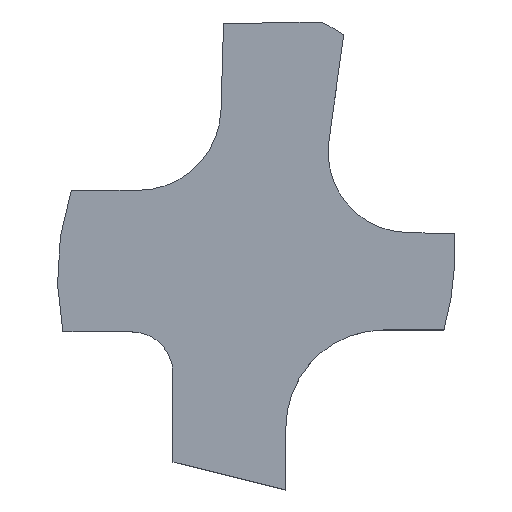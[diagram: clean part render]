
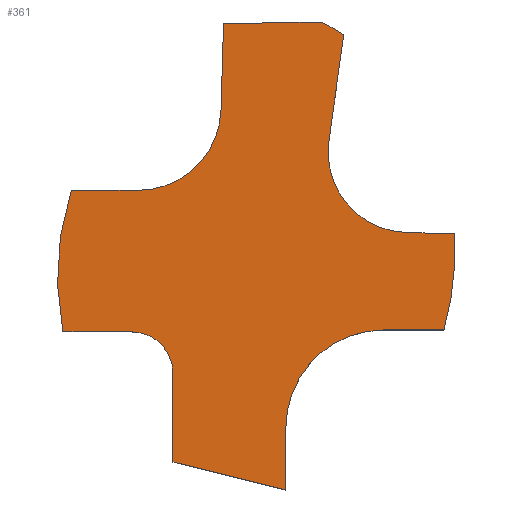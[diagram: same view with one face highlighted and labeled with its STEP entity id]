
A CAD part, top view. The second image highlights one B-rep face of the part: STEP entity #361.
In plain terms, the highlighted planar face has unit normal (0, 0, 1).
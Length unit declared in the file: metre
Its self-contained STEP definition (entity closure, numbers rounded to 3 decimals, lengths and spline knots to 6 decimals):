
#13=CIRCLE('',#379,0.00474);
#15=CIRCLE('',#384,0.001705);
#17=CIRCLE('',#388,0.005715);
#19=CIRCLE('',#392,0.000851);
#21=CIRCLE('',#398,0.002014);
#23=CIRCLE('',#402,0.005913);
#25=CIRCLE('',#406,0.001652);
#101=ORIENTED_EDGE('',*,*,#137,.T.);
#102=ORIENTED_EDGE('',*,*,#141,.T.);
#103=ORIENTED_EDGE('',*,*,#144,.F.);
#104=ORIENTED_EDGE('',*,*,#147,.F.);
#105=ORIENTED_EDGE('',*,*,#150,.F.);
#106=ORIENTED_EDGE('',*,*,#153,.T.);
#107=ORIENTED_EDGE('',*,*,#156,.T.);
#108=ORIENTED_EDGE('',*,*,#159,.F.);
#109=ORIENTED_EDGE('',*,*,#162,.F.);
#110=ORIENTED_EDGE('',*,*,#165,.T.);
#111=ORIENTED_EDGE('',*,*,#168,.T.);
#112=ORIENTED_EDGE('',*,*,#171,.F.);
#113=ORIENTED_EDGE('',*,*,#174,.F.);
#114=ORIENTED_EDGE('',*,*,#177,.T.);
#115=ORIENTED_EDGE('',*,*,#180,.T.);
#116=ORIENTED_EDGE('',*,*,#183,.F.);
#117=ORIENTED_EDGE('',*,*,#185,.F.);
#137=EDGE_CURVE('',#189,#188,#222,.T.);
#141=EDGE_CURVE('',#188,#191,#13,.T.);
#144=EDGE_CURVE('',#193,#191,#227,.T.);
#147=EDGE_CURVE('',#195,#193,#230,.T.);
#150=EDGE_CURVE('',#197,#195,#15,.T.);
#153=EDGE_CURVE('',#197,#199,#234,.T.);
#156=EDGE_CURVE('',#199,#201,#17,.T.);
#159=EDGE_CURVE('',#203,#201,#238,.T.);
#162=EDGE_CURVE('',#205,#203,#19,.T.);
#165=EDGE_CURVE('',#205,#207,#242,.T.);
#168=EDGE_CURVE('',#207,#209,#245,.T.);
#171=EDGE_CURVE('',#211,#209,#248,.T.);
#174=EDGE_CURVE('',#213,#211,#21,.T.);
#177=EDGE_CURVE('',#213,#215,#252,.T.);
#180=EDGE_CURVE('',#215,#217,#23,.T.);
#183=EDGE_CURVE('',#219,#217,#256,.T.);
#185=EDGE_CURVE('',#189,#219,#25,.T.);
#188=VERTEX_POINT('',#520);
#189=VERTEX_POINT('',#522);
#191=VERTEX_POINT('',#528);
#193=VERTEX_POINT('',#534);
#195=VERTEX_POINT('',#540);
#197=VERTEX_POINT('',#546);
#199=VERTEX_POINT('',#552);
#201=VERTEX_POINT('',#558);
#203=VERTEX_POINT('',#564);
#205=VERTEX_POINT('',#570);
#207=VERTEX_POINT('',#576);
#209=VERTEX_POINT('',#582);
#211=VERTEX_POINT('',#588);
#213=VERTEX_POINT('',#594);
#215=VERTEX_POINT('',#600);
#217=VERTEX_POINT('',#606);
#219=VERTEX_POINT('',#612);
#222=LINE('',#521,#259);
#227=LINE('',#535,#264);
#230=LINE('',#541,#267);
#234=LINE('',#553,#271);
#238=LINE('',#565,#275);
#242=LINE('',#577,#279);
#245=LINE('',#583,#282);
#248=LINE('',#589,#285);
#252=LINE('',#601,#289);
#256=LINE('',#613,#293);
#259=VECTOR('',#415,1.);
#264=VECTOR('',#428,1.);
#267=VECTOR('',#433,1.);
#271=VECTOR('',#445,1.);
#275=VECTOR('',#457,1.);
#279=VECTOR('',#469,1.);
#282=VECTOR('',#474,1.);
#285=VECTOR('',#479,1.);
#289=VECTOR('',#491,1.);
#293=VECTOR('',#503,1.);
#311=EDGE_LOOP('',(#101,#102,#103,#104,#105,#106,#107,#108,#109,#110,#111,
#112,#113,#114,#115,#116,#117));
#330=FACE_BOUND('',#311,.T.);
#342=PLANE('',#407);
#361=ADVANCED_FACE('',(#330),#342,.T.);
#379=AXIS2_PLACEMENT_3D('',#529,#422,#423);
#384=AXIS2_PLACEMENT_3D('',#547,#439,#440);
#388=AXIS2_PLACEMENT_3D('',#559,#451,#452);
#392=AXIS2_PLACEMENT_3D('',#571,#463,#464);
#398=AXIS2_PLACEMENT_3D('',#595,#485,#486);
#402=AXIS2_PLACEMENT_3D('',#607,#497,#498);
#406=AXIS2_PLACEMENT_3D('',#616,#508,#509);
#407=AXIS2_PLACEMENT_3D('',#617,#510,#511);
#415=DIRECTION('',(0.138,0.99,0.));
#422=DIRECTION('',(0.,0.,1.));
#423=DIRECTION('',(1.,0.,0.));
#428=DIRECTION('',(1.,0.017,0.));
#433=DIRECTION('',(0.029,1.,0.));
#439=DIRECTION('',(0.,0.,1.));
#440=DIRECTION('',(1.,0.,0.));
#445=DIRECTION('',(-1.,0.,0.));
#451=DIRECTION('',(0.,0.,1.));
#452=DIRECTION('',(1.,0.,0.));
#457=DIRECTION('',(-1.,0.,0.));
#463=DIRECTION('',(0.,0.,1.));
#464=DIRECTION('',(1.,0.,0.));
#469=DIRECTION('',(0.,-1.,0.));
#474=DIRECTION('',(0.971,-0.24,0.));
#479=DIRECTION('',(0.,-1.,0.));
#485=DIRECTION('',(0.,0.,1.));
#486=DIRECTION('',(1.,0.,0.));
#491=DIRECTION('',(1.,0.,0.));
#497=DIRECTION('',(0.,0.,1.));
#498=DIRECTION('',(1.,0.,0.));
#503=DIRECTION('',(1.,-0.031,0.));
#508=DIRECTION('',(0.,0.,1.));
#509=DIRECTION('',(1.,0.,0.));
#510=DIRECTION('',(0.,0.,1.));
#511=DIRECTION('',(1.,0.,0.));
#520=CARTESIAN_POINT('',(0.013572,0.051583,0.001));
#521=CARTESIAN_POINT('',(0.01342,0.050485,0.001));
#522=CARTESIAN_POINT('',(0.013267,0.049388,0.001));
#528=CARTESIAN_POINT('',(0.013108,0.051843,0.001));
#529=CARTESIAN_POINT('',(0.011025,0.047585,0.001));
#534=CARTESIAN_POINT('',(0.011098,0.051809,0.001));
#535=CARTESIAN_POINT('',(0.012103,0.051826,0.001));
#540=CARTESIAN_POINT('',(0.011046,0.050033,0.001));
#541=CARTESIAN_POINT('',(0.011072,0.050921,0.001));
#546=CARTESIAN_POINT('',(0.009342,0.048377,0.001));
#547=CARTESIAN_POINT('',(0.009342,0.050083,0.001));
#552=CARTESIAN_POINT('',(0.007963,0.048377,0.001));
#553=CARTESIAN_POINT('',(0.008653,0.048377,0.001));
#558=CARTESIAN_POINT('',(0.00779,0.045463,0.001));
#559=CARTESIAN_POINT('',(0.013392,0.046591,0.001));
#564=CARTESIAN_POINT('',(0.009206,0.045463,0.001));
#565=CARTESIAN_POINT('',(0.008498,0.045463,0.001));
#570=CARTESIAN_POINT('',(0.010057,0.044612,0.001));
#571=CARTESIAN_POINT('',(0.009206,0.044612,0.001));
#576=CARTESIAN_POINT('',(0.010057,0.042782,0.001));
#577=CARTESIAN_POINT('',(0.010057,0.043697,0.001));
#582=CARTESIAN_POINT('',(0.012382,0.042208,0.001));
#583=CARTESIAN_POINT('',(0.011219,0.042495,0.001));
#588=CARTESIAN_POINT('',(0.012382,0.043487,0.001));
#589=CARTESIAN_POINT('',(0.012382,0.042847,0.001));
#594=CARTESIAN_POINT('',(0.014396,0.045501,0.001));
#595=CARTESIAN_POINT('',(0.014396,0.043487,0.001));
#600=CARTESIAN_POINT('',(0.015635,0.045501,0.001));
#601=CARTESIAN_POINT('',(0.015016,0.045501,0.001));
#606=CARTESIAN_POINT('',(0.015851,0.047479,0.001));
#607=CARTESIAN_POINT('',(0.009948,0.04712,0.001));
#612=CARTESIAN_POINT('',(0.014852,0.04751,0.001));
#613=CARTESIAN_POINT('',(0.015351,0.047494,0.001));
#616=CARTESIAN_POINT('',(0.014904,0.049161,0.001));
#617=CARTESIAN_POINT('',(-0.000463,0.034297,0.001));
